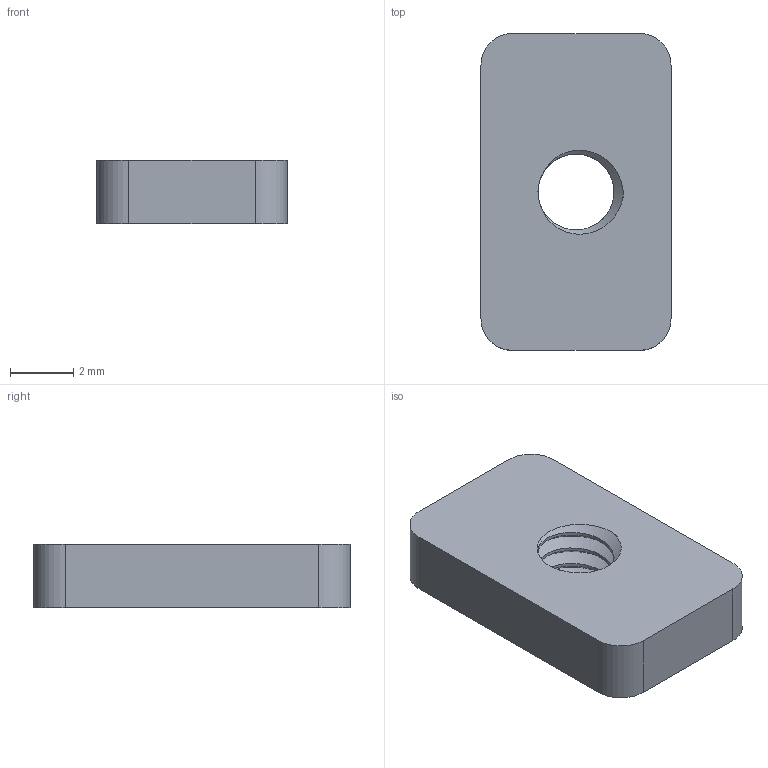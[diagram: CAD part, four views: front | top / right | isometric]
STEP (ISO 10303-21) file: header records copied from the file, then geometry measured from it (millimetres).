
FILE_DESCRIPTION (( 'STEP AP214' ), '1' );
FILE_NAME ('Nut M3 6x10.STEP', '2021-06-04T11:04:16', ( '' ), ( '' ), 'SwSTEP 2.0', 'SolidWorks 2016', '' );
FILE_SCHEMA (( 'AUTOMOTIVE_DESIGN' ));
Length unit declared in the file: millimetre
Products named in the file (2): Nut M3 6x10
Bounding box: 6 x 10 x 2 mm (x, y, z)
Volume: 107.2 mm3; surface area: 192.4 mm2
Topology: 1 solids, 1 shells, 20 faces, 54 edges, 36 vertices
Faces by surface type: cylinder 12, plane 6, bspline 2
Entity records: 1332 total; most frequent: CARTESIAN_POINT 826, ORIENTED_EDGE 108, DIRECTION 85, EDGE_CURVE 54, VERTEX_POINT 36, AXIS2_PLACEMENT_3D 31, VECTOR 23, LINE 23
